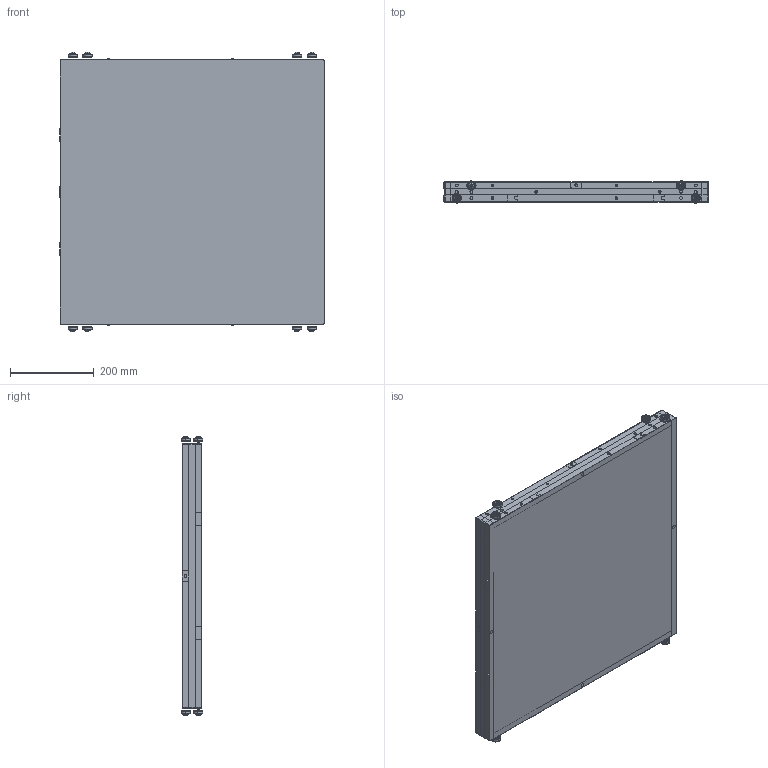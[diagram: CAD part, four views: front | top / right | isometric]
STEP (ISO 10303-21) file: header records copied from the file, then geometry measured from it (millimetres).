
FILE_DESCRIPTION (( 'STEP AP203' ), '1' );
FILE_NAME ('Global-Mould-650-15.step', '2024-10-16T09:44:36', ( '' ), ( '' ), 'SwSTEP 2.0', 'SolidWorks 2022', '' );
FILE_SCHEMA (( 'CONFIG_CONTROL_DESIGN' ));
Length unit declared in the file: millimetre
Products named in the file (16): 900_MouldSheetTop_x1_2mm_INOX_Top; Bearing-608^Global-Mould-650-15; 1^Bearing-608_Global-Mould-650-15; Mould-Frame-650-15_Default<As Machined>; Mould-Seg-15-450; socket button head cap screw_am_B18.3.4M - 8 x 1.25 x 8 SBHCS --N; DowelM8; DowelM6; 920_MPostDie650_x1_5mm_Ferro; 920_MouldInsert_x1_2mm_INOX; 2^Bearing-608_Global-Mould-650-15; 900_MouldSheetTop_x1_2mm_INOX_Bottom; 3^Bearing-608_Global-Mould-650-15; Global-Mould-650-15
Assembly tree (34 placements, depth 3):
  Global-Mould-650-15
    Mould-Seg-15-450
      Mould-Frame-650-15_Default<As Machined>
      Mould-Frame-650-15_Default<As Machined>
      DowelM8  x3
      Mould-Frame-650-15_Default<As Machined>
    920_MouldInsert_x1_2mm_INOX
    920_MPostDie650_x1_5mm_Ferro
    900_MouldSheetTop_x1_2mm_INOX_Bottom
    900_MouldSheetTop_x1_2mm_INOX_Top
    Bearing-608^Global-Mould-650-15  x8
      1^Bearing-608_Global-Mould-650-15
      2^Bearing-608_Global-Mould-650-15
      3^Bearing-608_Global-Mould-650-15
    DowelM6  x4
    socket button head cap screw_am_B18.3.4M - 8 x 1.25 x 8 SBHCS --N  x8
Bounding box: 631 x 51.96 x 666.6 mm (x, y, z)
Volume: 4986571.1 mm3; surface area: 3545326.7 mm2
Topology: 55 solids, 55 shells, 2863 faces, 7445 edges, 4852 vertices
Faces by surface type: plane 1126, cylinder 611, bspline 600, torus 446, cone 64, sphere 16
Entity records: 23905 total; most frequent: CARTESIAN_POINT 5215, ORIENTED_EDGE 3418, DIRECTION 3381, EDGE_CURVE 1709, AXIS2_PLACEMENT_3D 1239, VERTEX_POINT 1105, VECTOR 903, LINE 903
